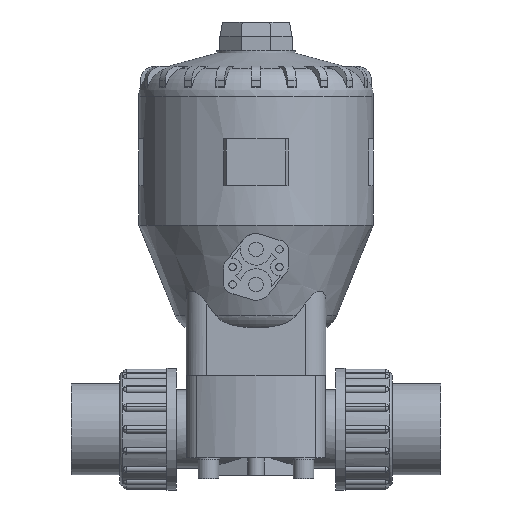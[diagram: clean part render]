
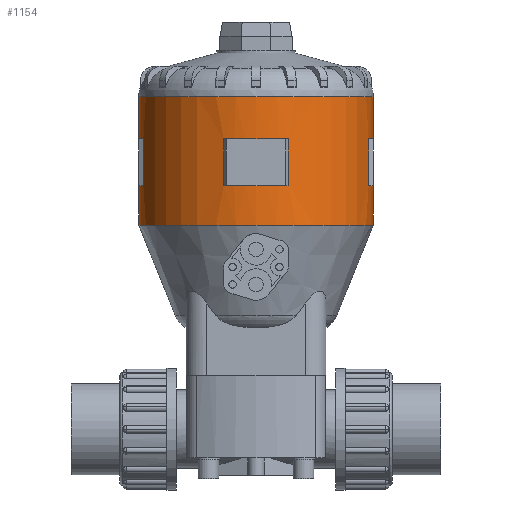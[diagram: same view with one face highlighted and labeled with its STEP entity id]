
A CAD part, front view. The second image highlights one B-rep face of the part: STEP entity #1154.
In plain terms, the highlighted cylindrical face has radius 80 mm (diameter 160 mm), a partial arc.
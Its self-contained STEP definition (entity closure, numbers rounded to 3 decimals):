
#1154=ADVANCED_FACE('',(#2467,#2468),#2469,.T.);
#2467=FACE_OUTER_BOUND('',#3955,.T.);
#2468=FACE_BOUND('',#3956,.T.);
#2469=CYLINDRICAL_SURFACE('',#3957,80.0);
#3955=EDGE_LOOP('',(#7368,#7369,#7370,#7371,#7372,#7373,#7374,#7375,#7376,#7377,#7378,#7379));
#3956=EDGE_LOOP('',(#7380,#7381,#7382,#7383,#7384,#7385));
#3957=AXIS2_PLACEMENT_3D('',#7386,#7387,#7388);
#7368=ORIENTED_EDGE('',*,*,#9404,.T.);
#7369=ORIENTED_EDGE('',*,*,#9682,.T.);
#7370=ORIENTED_EDGE('',*,*,#9686,.T.);
#7371=ORIENTED_EDGE('',*,*,#9675,.T.);
#7372=ORIENTED_EDGE('',*,*,#9411,.T.);
#7373=ORIENTED_EDGE('',*,*,#9816,.F.);
#7374=ORIENTED_EDGE('',*,*,#9409,.T.);
#7375=ORIENTED_EDGE('',*,*,#9721,.T.);
#7376=ORIENTED_EDGE('',*,*,#9733,.T.);
#7377=ORIENTED_EDGE('',*,*,#9736,.T.);
#7378=ORIENTED_EDGE('',*,*,#9405,.T.);
#7379=ORIENTED_EDGE('',*,*,#10207,.T.);
#7380=ORIENTED_EDGE('',*,*,#9707,.T.);
#7381=ORIENTED_EDGE('',*,*,#9695,.T.);
#7382=ORIENTED_EDGE('',*,*,#9699,.T.);
#7383=ORIENTED_EDGE('',*,*,#9713,.T.);
#7384=ORIENTED_EDGE('',*,*,#9716,.T.);
#7385=ORIENTED_EDGE('',*,*,#9703,.T.);
#7386=CARTESIAN_POINT('',(0.0,0.0,183.19));
#7387=DIRECTION('',(0.0,0.0,1.0));
#7388=DIRECTION('',(1.0,0.0,0.0));
#9404=EDGE_CURVE('',#11385,#11510,#11511,.T.);
#9405=EDGE_CURVE('',#11512,#11405,#11513,.T.);
#9409=EDGE_CURVE('',#11520,#11518,#11521,.T.);
#9411=EDGE_CURVE('',#11524,#11522,#11525,.T.);
#9675=EDGE_CURVE('',#11925,#11524,#11926,.T.);
#9682=EDGE_CURVE('',#11510,#11935,#11936,.T.);
#9686=EDGE_CURVE('',#11935,#11925,#11941,.T.);
#9695=EDGE_CURVE('',#11951,#11952,#11953,.T.);
#9699=EDGE_CURVE('',#11952,#11958,#11959,.T.);
#9703=EDGE_CURVE('',#11964,#11965,#11966,.T.);
#9707=EDGE_CURVE('',#11965,#11951,#11971,.T.);
#9713=EDGE_CURVE('',#11958,#11978,#11979,.T.);
#9716=EDGE_CURVE('',#11978,#11964,#11982,.T.);
#9721=EDGE_CURVE('',#11518,#11988,#11989,.T.);
#9733=EDGE_CURVE('',#11988,#12004,#12005,.T.);
#9736=EDGE_CURVE('',#12004,#11512,#12008,.T.);
#9816=EDGE_CURVE('',#11520,#11522,#12140,.T.);
#10207=EDGE_CURVE('',#11405,#11385,#12671,.T.);
#11385=VERTEX_POINT('',#14906);
#11405=VERTEX_POINT('',#15021);
#11510=VERTEX_POINT('',#15311);
#11511=LINE('',#15312,#15313);
#11512=VERTEX_POINT('',#15314);
#11513=LINE('',#15315,#15316);
#11518=VERTEX_POINT('',#15322);
#11520=VERTEX_POINT('',#15324);
#11521=LINE('',#15325,#15326);
#11522=VERTEX_POINT('',#15327);
#11524=VERTEX_POINT('',#15329);
#11525=LINE('',#15330,#15331);
#11925=VERTEX_POINT('',#16542);
#11926=CIRCLE('',#16543,80.0);
#11935=VERTEX_POINT('',#16556);
#11936=CIRCLE('',#16557,80.0);
#11941=LINE('',#16564,#16565);
#11951=VERTEX_POINT('',#16579);
#11952=VERTEX_POINT('',#16580);
#11953=CIRCLE('',#16581,80.0);
#11958=VERTEX_POINT('',#16588);
#11959=CIRCLE('',#16589,80.0);
#11964=VERTEX_POINT('',#16596);
#11965=VERTEX_POINT('',#16597);
#11966=CIRCLE('',#16598,80.0);
#11971=LINE('',#16605,#16606);
#11978=VERTEX_POINT('',#16616);
#11979=LINE('',#16617,#16618);
#11982=CIRCLE('',#16622,80.0);
#11988=VERTEX_POINT('',#16630);
#11989=CIRCLE('',#16631,80.0);
#12004=VERTEX_POINT('',#16653);
#12005=LINE('',#16654,#16655);
#12008=CIRCLE('',#16659,80.0);
#12140=CIRCLE('',#17357,80.0);
#12671=CIRCLE('',#18455,80.0);
#14906=CARTESIAN_POINT('',(80.0,0.0,139.323));
#15021=CARTESIAN_POINT('',(-80.0,0.,139.323));
#15311=CARTESIAN_POINT('',(80.0,0.,166.275));
#15312=CARTESIAN_POINT('',(80.0,0.,183.19));
#15313=VECTOR('',#20054,1.0);
#15314=CARTESIAN_POINT('',(-80.0,0.,166.275));
#15315=CARTESIAN_POINT('',(-80.0,0.,183.19));
#15316=VECTOR('',#20055,1.0);
#15322=CARTESIAN_POINT('',(-80.0,0.,198.275));
#15324=CARTESIAN_POINT('',(-80.0,0.,227.057));
#15325=CARTESIAN_POINT('',(-80.0,0.,183.19));
#15326=VECTOR('',#20063,1.0);
#15327=CARTESIAN_POINT('',(80.0,0.0,227.057));
#15329=CARTESIAN_POINT('',(80.0,0.,198.275));
#15330=CARTESIAN_POINT('',(80.0,0.,183.19));
#15331=VECTOR('',#20067,1.0);
#16542=CARTESIAN_POINT('',(76.887,-22.101,198.275));
#16543=AXIS2_PLACEMENT_3D('',#20348,#20349,#20350);
#16556=CARTESIAN_POINT('',(76.887,-22.101,166.275));
#16557=AXIS2_PLACEMENT_3D('',#20355,#20356,#20357);
#16564=CARTESIAN_POINT('',(76.887,-22.101,182.275));
#16565=VECTOR('',#20360,1.0);
#16579=CARTESIAN_POINT('',(-22.101,-76.887,198.275));
#16580=CARTESIAN_POINT('',(0.,-80.0,198.275));
#16581=AXIS2_PLACEMENT_3D('',#20365,#20366,#20367);
#16588=CARTESIAN_POINT('',(22.101,-76.887,198.275));
#16589=AXIS2_PLACEMENT_3D('',#20370,#20371,#20372);
#16596=CARTESIAN_POINT('',(0.,-80.0,166.275));
#16597=CARTESIAN_POINT('',(-22.101,-76.887,166.275));
#16598=AXIS2_PLACEMENT_3D('',#20375,#20376,#20377);
#16605=CARTESIAN_POINT('',(-22.101,-76.887,182.275));
#16606=VECTOR('',#20380,1.0);
#16616=CARTESIAN_POINT('',(22.101,-76.887,166.275));
#16617=CARTESIAN_POINT('',(22.101,-76.887,182.275));
#16618=VECTOR('',#20384,1.0);
#16622=AXIS2_PLACEMENT_3D('',#20386,#20387,#20388);
#16630=CARTESIAN_POINT('',(-76.887,-22.101,198.275));
#16631=AXIS2_PLACEMENT_3D('',#20391,#20392,#20393);
#16653=CARTESIAN_POINT('',(-76.887,-22.101,166.275));
#16654=CARTESIAN_POINT('',(-76.887,-22.101,182.275));
#16655=VECTOR('',#20401,1.0);
#16659=AXIS2_PLACEMENT_3D('',#20403,#20404,#20405);
#17357=AXIS2_PLACEMENT_3D('',#20468,#20469,#20470);
#18455=AXIS2_PLACEMENT_3D('',#20887,#20888,#20889);
#20054=DIRECTION('',(0.0,0.0,1.0));
#20055=DIRECTION('',(-0.0,-0.0,-1.0));
#20063=DIRECTION('',(-0.0,-0.0,-1.0));
#20067=DIRECTION('',(0.0,0.0,1.0));
#20348=CARTESIAN_POINT('',(0.0,0.0,198.275));
#20349=DIRECTION('',(0.0,-0.0,1.0));
#20350=DIRECTION('',(1.0,0.0,0.0));
#20355=CARTESIAN_POINT('',(0.0,0.0,166.275));
#20356=DIRECTION('',(0.0,0.0,-1.0));
#20357=DIRECTION('',(1.0,0.0,0.0));
#20360=DIRECTION('',(0.0,0.0,1.0));
#20365=CARTESIAN_POINT('',(0.0,0.0,198.275));
#20366=DIRECTION('',(0.0,-0.0,1.0));
#20367=DIRECTION('',(1.0,0.0,0.0));
#20370=CARTESIAN_POINT('',(0.0,0.0,198.275));
#20371=DIRECTION('',(0.0,-0.0,1.0));
#20372=DIRECTION('',(1.0,0.0,0.0));
#20375=CARTESIAN_POINT('',(0.0,0.0,166.275));
#20376=DIRECTION('',(0.0,0.0,-1.0));
#20377=DIRECTION('',(1.0,0.0,0.0));
#20380=DIRECTION('',(0.0,0.0,1.0));
#20384=DIRECTION('',(-0.0,-0.0,-1.0));
#20386=CARTESIAN_POINT('',(0.0,0.0,166.275));
#20387=DIRECTION('',(0.0,0.0,-1.0));
#20388=DIRECTION('',(1.0,0.0,0.0));
#20391=CARTESIAN_POINT('',(0.0,0.0,198.275));
#20392=DIRECTION('',(0.0,-0.0,1.0));
#20393=DIRECTION('',(1.0,0.0,0.0));
#20401=DIRECTION('',(-0.0,-0.0,-1.0));
#20403=CARTESIAN_POINT('',(0.0,0.0,166.275));
#20404=DIRECTION('',(0.0,0.0,-1.0));
#20405=DIRECTION('',(1.0,0.0,0.0));
#20468=CARTESIAN_POINT('',(0.0,0.0,227.057));
#20469=DIRECTION('',(0.0,0.0,1.0));
#20470=DIRECTION('',(1.0,0.0,0.0));
#20887=CARTESIAN_POINT('',(0.0,0.0,139.323));
#20888=DIRECTION('',(0.0,0.0,1.0));
#20889=DIRECTION('',(1.0,0.0,0.0));
